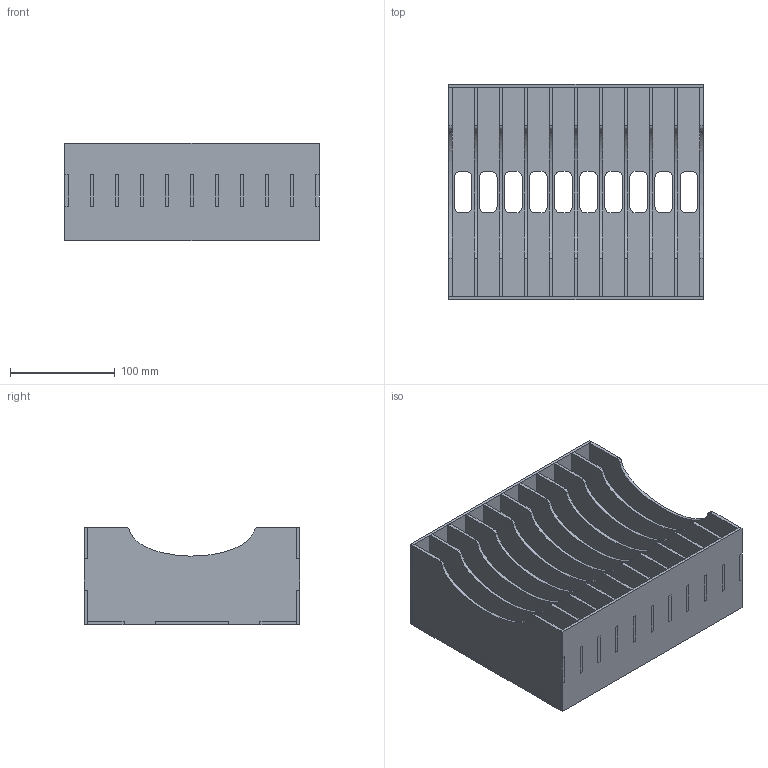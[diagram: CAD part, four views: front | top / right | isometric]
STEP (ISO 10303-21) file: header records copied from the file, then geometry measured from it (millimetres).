
FILE_DESCRIPTION(/* description */ ('STEP AP242','CAx-IF Rec.Pracs.---Representation and Presentation of Product Manufacturing Information (PMI)---4.0---2014-10-13','CAx-IF Rec.Pracs.---3D Tessellated Geometry---0.4---2014-09-14','2;1'),/* implementation_level */ '2;1');
FILE_NAME(/* name */ '6544138cfce0961b6edd3bbe',/* time_stamp */ '2023-11-02T21:24:29Z',/* author */ (''),/* organization */ (''),/* preprocessor_version */ 'ST-DEVELOPER v19.4',/* originating_system */ ' ',/* authorisation */ ' ');
FILE_SCHEMA (('AP242_MANAGED_MODEL_BASED_3D_ENGINEERING_MIM_LF { 1 0 10303 442 1 1 4 }'));
Length unit declared in the file: metre
Products named in the file (14): Part 14; Part 12; Part 13; Part 11; Part 10; Part 9; Part 8; Part 7; Part 6; Part 5; Part 4; Part 3; Part 2; Part 1
Bounding box: 243 x 206 x 93 mm (x, y, z)
Volume: 770232.9 mm3; surface area: 551147.6 mm2
Topology: 14 solids, 14 shells, 560 faces, 1596 edges, 1064 vertices
Faces by surface type: plane 487, cylinder 62, bspline 11
Entity records: 18717 total; most frequent: CARTESIAN_POINT 3465, ORIENTED_EDGE 3192, DIRECTION 2868, EDGE_CURVE 1596, LINE 1450, VECTOR 1450, VERTEX_POINT 1064, AXIS2_PLACEMENT_3D 709
